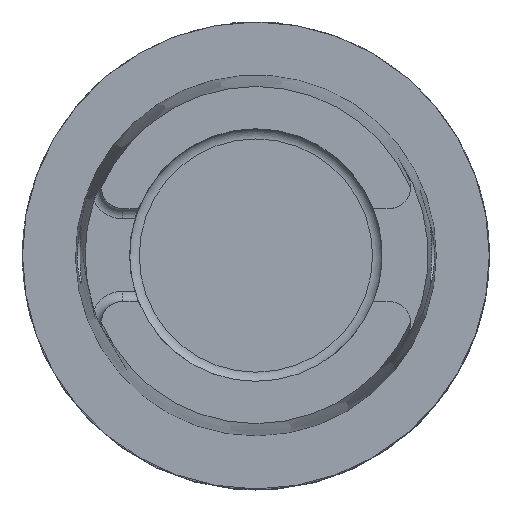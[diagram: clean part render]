
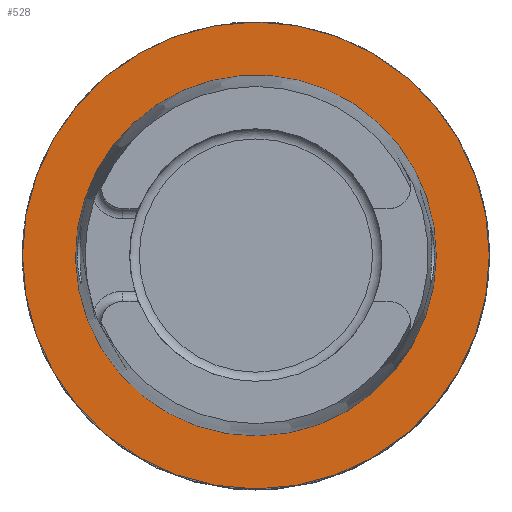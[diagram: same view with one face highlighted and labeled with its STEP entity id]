
A CAD part, top view. The second image highlights one B-rep face of the part: STEP entity #528.
In plain terms, the highlighted planar face has unit normal (0, 0, 1).
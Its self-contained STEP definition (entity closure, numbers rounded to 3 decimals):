
#137=FACE_BOUND('',#1413,.T.);
#138=FACE_BOUND('',#1414,.T.);
#528=ADVANCED_FACE('',(#137,#138),#815,.F.);
#815=PLANE('',#6456);
#1413=EDGE_LOOP('',(#4260));
#1414=EDGE_LOOP('',(#4261));
#4260=ORIENTED_EDGE('',*,*,#5854,.F.);
#4261=ORIENTED_EDGE('',*,*,#5855,.T.);
#5026=VERTEX_POINT('',#10235);
#5027=VERTEX_POINT('',#10237);
#5854=EDGE_CURVE('',#5026,#5026,#6008,.T.);
#5855=EDGE_CURVE('',#5027,#5027,#6009,.T.);
#6008=CIRCLE('',#6454,31.47);
#6009=CIRCLE('',#6455,24.321);
#6454=AXIS2_PLACEMENT_3D('',#10234,#7917,#7918);
#6455=AXIS2_PLACEMENT_3D('',#10236,#7919,#7920);
#6456=AXIS2_PLACEMENT_3D('',#10238,#7921,#7922);
#7917=DIRECTION('',(0.,0.,-1.));
#7918=DIRECTION('',(1.,0.,0.));
#7919=DIRECTION('',(0.,0.,-1.));
#7920=DIRECTION('',(1.,0.,0.));
#7921=DIRECTION('',(0.,0.,-1.));
#7922=DIRECTION('',(-1.,0.,0.));
#10234=CARTESIAN_POINT('',(0.,0.,0.));
#10235=CARTESIAN_POINT('',(31.47,0.,0.));
#10236=CARTESIAN_POINT('',(0.,0.,0.));
#10237=CARTESIAN_POINT('',(24.321,0.,0.));
#10238=CARTESIAN_POINT('',(0.,-25.43,0.));
